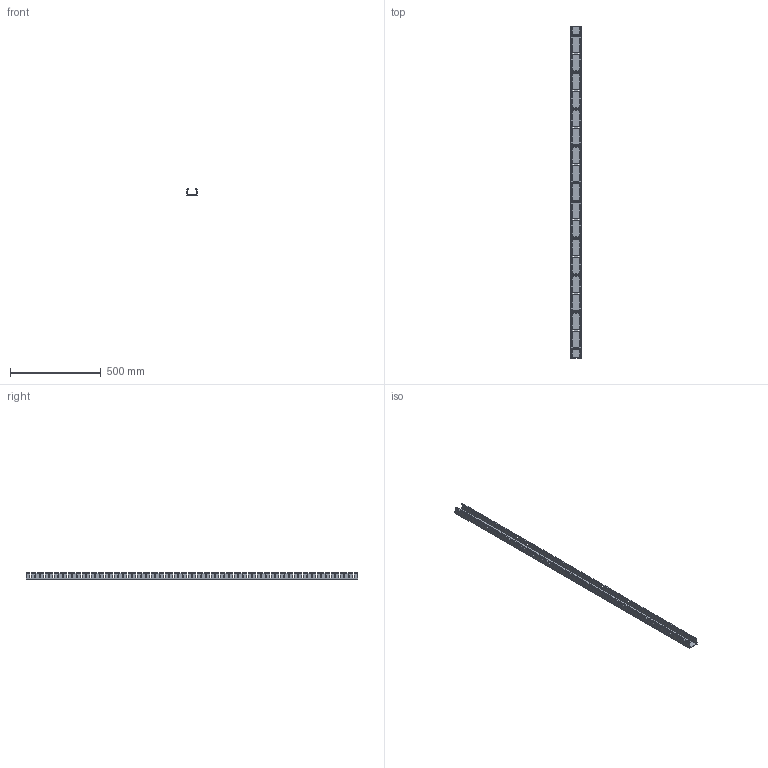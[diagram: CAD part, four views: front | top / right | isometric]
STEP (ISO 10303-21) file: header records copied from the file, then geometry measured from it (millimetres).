
FILE_DESCRIPTION(/* description */ (''),/* implementation_level */ '2;1');
FILE_NAME(/* name */ 'G2X1LG6',/* time_stamp */ '2010-10-06T14:06:19-05:00',/* author */ (''),/* organization */ (''),/* preprocessor_version */ 'ST-DEVELOPER v9',/* originating_system */ 'UGS - NX 3.0',/* authorisation */ '');
FILE_SCHEMA (('CONFIG_CONTROL_DESIGN'));
Length unit declared in the file: inch
Products named in the file (1): lef64C7vens
Bounding box: 57.15 x 1828.8 x 38.1 mm (x, y, z)
Volume: 559813.8 mm3; surface area: 459332.8 mm2
Topology: 1 solids, 1 shells, 1522 faces, 4560 edges, 3040 vertices
Faces by surface type: plane 1414, cylinder 108
Entity records: 50704 total; most frequent: CARTESIAN_POINT 9123, ORIENTED_EDGE 9120, DIRECTION 7822, EDGE_CURVE 4560, LINE 4344, VECTOR 4344, VERTEX_POINT 3040, AXIS2_PLACEMENT_3D 1739
